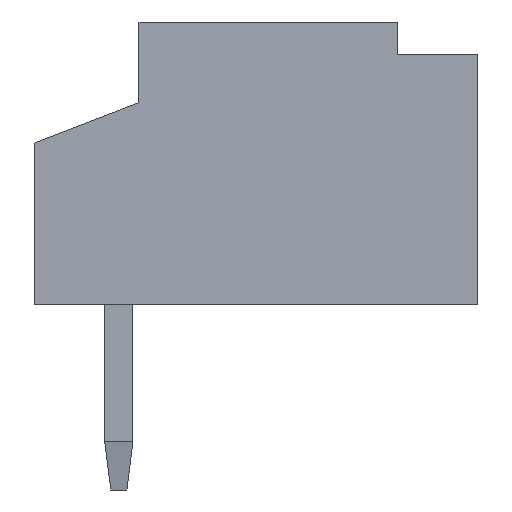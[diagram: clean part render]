
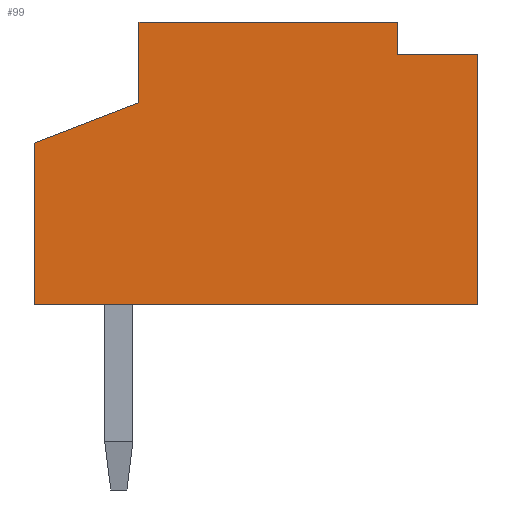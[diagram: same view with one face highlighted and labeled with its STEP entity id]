
A CAD part, left-side view. The second image highlights one B-rep face of the part: STEP entity #99.
In plain terms, the highlighted planar face has unit normal (-1, 0, 0).
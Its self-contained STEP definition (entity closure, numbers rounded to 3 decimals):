
#99=ADVANCED_FACE('',(#529),#319,.F.);
#319=PLANE('',#4163);
#529=FACE_OUTER_BOUND('',#766,.T.);
#766=EDGE_LOOP('',(#1220,#1221,#1222,#1223,#1224,#1225,#1226,#1227));
#1220=ORIENTED_EDGE('',*,*,#2664,.F.);
#1221=ORIENTED_EDGE('',*,*,#2672,.F.);
#1222=ORIENTED_EDGE('',*,*,#2684,.F.);
#1223=ORIENTED_EDGE('',*,*,#2637,.F.);
#1224=ORIENTED_EDGE('',*,*,#2502,.F.);
#1225=ORIENTED_EDGE('',*,*,#2654,.F.);
#1226=ORIENTED_EDGE('',*,*,#2651,.F.);
#1227=ORIENTED_EDGE('',*,*,#2648,.F.);
#2136=VERTEX_POINT('',#5468);
#2137=VERTEX_POINT('',#5470);
#2261=VERTEX_POINT('',#5734);
#2270=VERTEX_POINT('',#5755);
#2271=VERTEX_POINT('',#5757);
#2273=VERTEX_POINT('',#5763);
#2283=VERTEX_POINT('',#5787);
#2288=VERTEX_POINT('',#5801);
#2502=EDGE_CURVE('',#2136,#2137,#3070,.T.);
#2637=EDGE_CURVE('',#2137,#2261,#3205,.T.);
#2648=EDGE_CURVE('',#2270,#2271,#3216,.T.);
#2651=EDGE_CURVE('',#2271,#2273,#3219,.T.);
#2654=EDGE_CURVE('',#2273,#2136,#3222,.T.);
#2664=EDGE_CURVE('',#2283,#2270,#3232,.T.);
#2672=EDGE_CURVE('',#2288,#2283,#3240,.T.);
#2684=EDGE_CURVE('',#2261,#2288,#3252,.T.);
#3070=LINE('',#5469,#3622);
#3205=LINE('',#5733,#3757);
#3216=LINE('',#5756,#3768);
#3219=LINE('',#5762,#3771);
#3222=LINE('',#5767,#3774);
#3232=LINE('',#5788,#3784);
#3240=LINE('',#5802,#3792);
#3252=LINE('',#5824,#3804);
#3622=VECTOR('',#4413,1.);
#3757=VECTOR('',#4558,1.);
#3768=VECTOR('',#4573,1.);
#3771=VECTOR('',#4578,1.);
#3774=VECTOR('',#4583,1.);
#3784=VECTOR('',#4595,1.);
#3792=VECTOR('',#4605,1.);
#3804=VECTOR('',#4625,1.);
#4163=AXIS2_PLACEMENT_3D('',#5832,#4635,#4636);
#4413=DIRECTION('',(0.,0.,1.));
#4558=DIRECTION('',(0.,-1.,0.));
#4573=DIRECTION('',(0.,1.,0.));
#4578=DIRECTION('',(0.,0.,1.));
#4583=DIRECTION('',(0.,-0.933,0.359));
#4595=DIRECTION('',(0.,0.,-1.));
#4605=DIRECTION('',(0.,-1.,0.));
#4625=DIRECTION('',(0.,0.,-1.));
#4635=DIRECTION('',(1.,0.,0.));
#4636=DIRECTION('',(0.,0.,-1.));
#5468=CARTESIAN_POINT('',(-5.875,5.2,2.2));
#5469=CARTESIAN_POINT('',(-5.875,5.2,2.2));
#5470=CARTESIAN_POINT('',(-5.875,5.2,3.2));
#5733=CARTESIAN_POINT('',(-5.875,5.2,3.2));
#5734=CARTESIAN_POINT('',(-5.875,2.,3.2));
#5755=CARTESIAN_POINT('',(-5.875,1.,-0.3));
#5756=CARTESIAN_POINT('',(-5.875,1.,-0.3));
#5757=CARTESIAN_POINT('',(-5.875,6.5,-0.3));
#5762=CARTESIAN_POINT('',(-5.875,6.5,-0.3));
#5763=CARTESIAN_POINT('',(-5.875,6.5,1.7));
#5767=CARTESIAN_POINT('',(-5.875,6.5,1.7));
#5787=CARTESIAN_POINT('',(-5.875,1.,2.8));
#5788=CARTESIAN_POINT('',(-5.875,1.,2.8));
#5801=CARTESIAN_POINT('',(-5.875,2.,2.8));
#5802=CARTESIAN_POINT('',(-5.875,2.,2.8));
#5824=CARTESIAN_POINT('',(-5.875,2.,3.2));
#5832=CARTESIAN_POINT('',(-5.875,0.,0.));
